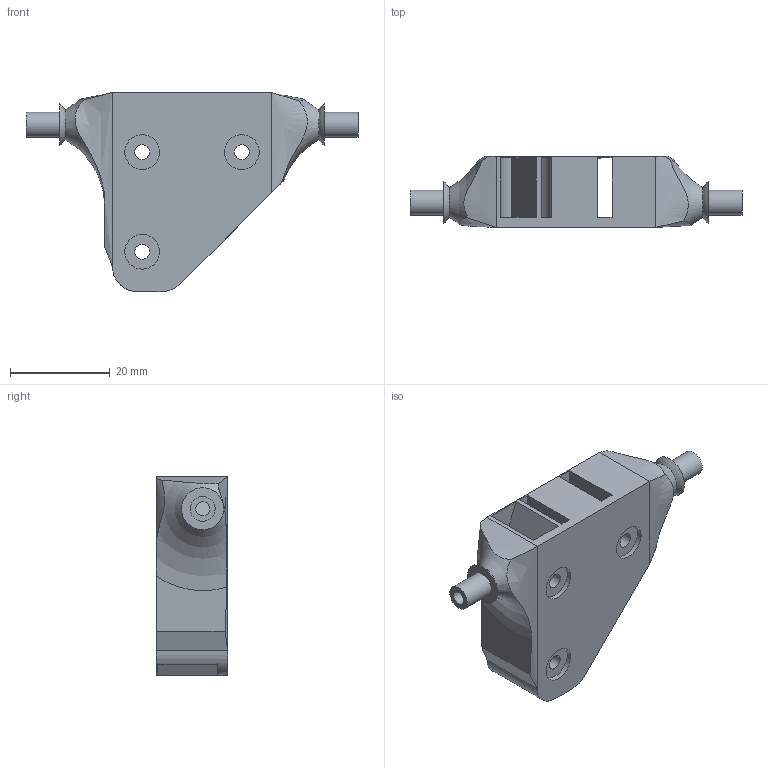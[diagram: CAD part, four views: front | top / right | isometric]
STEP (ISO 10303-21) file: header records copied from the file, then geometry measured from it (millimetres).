
FILE_DESCRIPTION(('FreeCAD Model'),'2;1');
FILE_NAME('Open CASCADE Shape Model','2024-04-08T17:31:31',(''),(''), 'Open CASCADE STEP processor 7.7','FreeCAD','Unknown');
FILE_SCHEMA(('AUTOMOTIVE_DESIGN { 1 0 10303 214 1 1 1 1 }'));
Length unit declared in the file: millimetre
Products named in the file (1): Body008001002002005
Bounding box: 66.7 x 14.3 x 40 mm (x, y, z)
Volume: 14851.7 mm3; surface area: 8173.1 mm2
Topology: 1 solids, 1 shells, 63 faces, 162 edges, 107 vertices
Faces by surface type: plane 33, cylinder 17, bspline 9, torus 2, sphere 2
Full cylindrical faces by diameter (mm): 2.8 x2, 3 x3, 4 x1, 5 x2, 7 x3
Entity records: 6054 total; most frequent: CARTESIAN_POINT 2858, DIRECTION 557, ORIENTED_EDGE 324, PCURVE 324, DEFINITIONAL_REPRESENTATION 324, LINE 317, VECTOR 317, EDGE_CURVE 162
